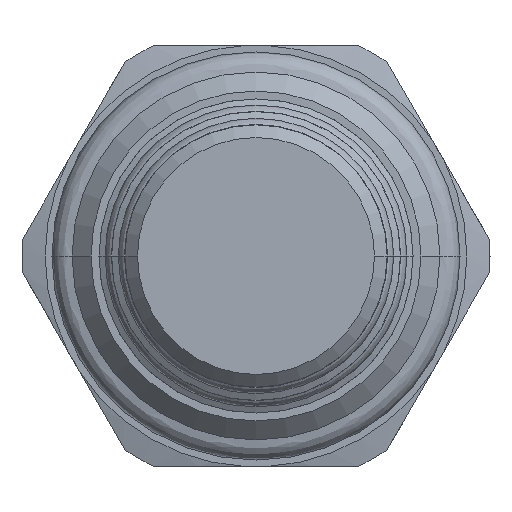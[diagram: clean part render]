
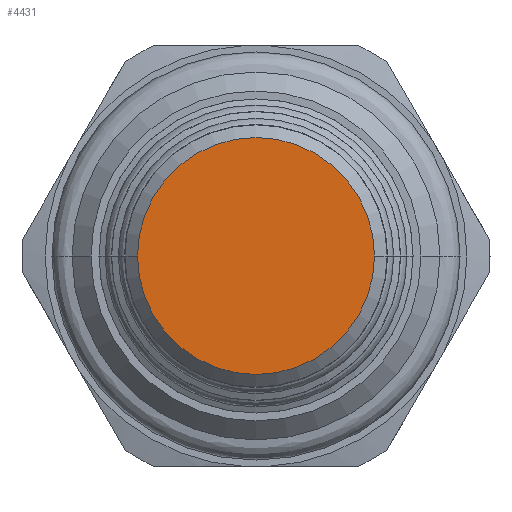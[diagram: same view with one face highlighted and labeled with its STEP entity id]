
A CAD part, front view. The second image highlights one B-rep face of the part: STEP entity #4431.
In plain terms, the highlighted planar face has unit normal (0, -1, 0).
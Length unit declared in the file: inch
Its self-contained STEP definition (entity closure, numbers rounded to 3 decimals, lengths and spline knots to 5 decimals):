
#1653=CARTESIAN_POINT('',(0.,-1.81277,0.));
#1654=DIRECTION('',(0.,-1.,0.));
#1655=DIRECTION('',(1.,0.,0.));
#1656=AXIS2_PLACEMENT_3D('',#1653,#1654,#1655);
#1667=CARTESIAN_POINT('',(0.,-1.81277,0.));
#1668=DIRECTION('',(0.,1.,0.));
#1669=DIRECTION('',(1.,0.,0.));
#1670=AXIS2_PLACEMENT_3D('',#1667,#1668,#1669);
#2021=CARTESIAN_POINT('',(0.281,-1.81277,0.));
#2022=CARTESIAN_POINT('',(-0.281,-1.81277,0.));
#2023=VERTEX_POINT('',#2021);
#2024=VERTEX_POINT('',#2022);
#4422=CARTESIAN_POINT('',(0.,-1.81277,0.));
#4423=DIRECTION('',(0.,1.,0.));
#4424=DIRECTION('',(1.,0.,0.));
#4425=AXIS2_PLACEMENT_3D('',#4422,#4423,#4424);
#4426=PLANE('',#4425);
#4427=ORIENTED_EDGE('',*,*,#4416,.T.);
#4428=ORIENTED_EDGE('',*,*,#4402,.F.);
#4429=EDGE_LOOP('',(#4427,#4428));
#4430=FACE_OUTER_BOUND('',#4429,.F.);
#4431=ADVANCED_FACE('',(#4430),#4426,.F.);
#1657=CIRCLE('',#1656,0.281);
#1671=CIRCLE('',#1670,0.281);
#4402=EDGE_CURVE('',#2023,#2024,#1657,.T.);
#4416=EDGE_CURVE('',#2023,#2024,#1671,.T.);
